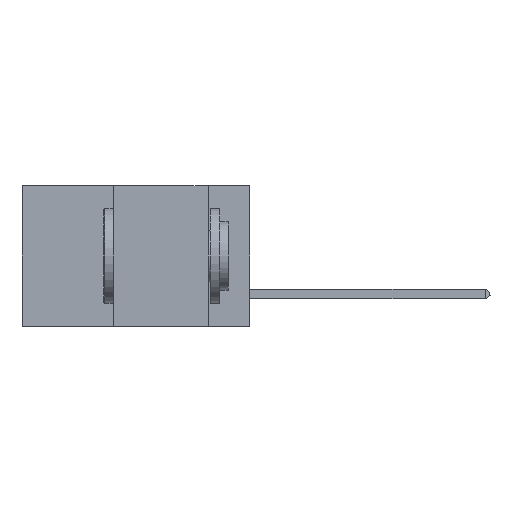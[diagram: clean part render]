
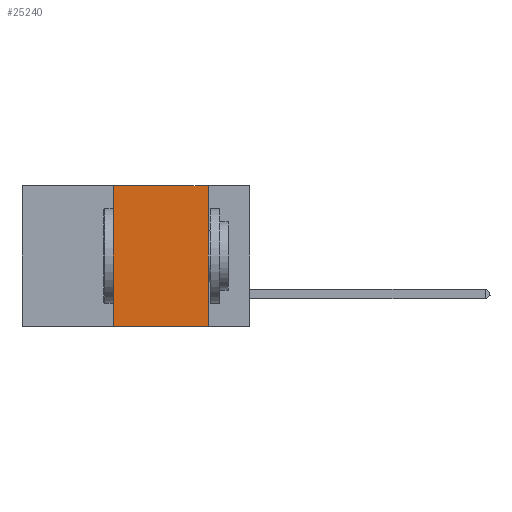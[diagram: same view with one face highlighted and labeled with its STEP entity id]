
A CAD part, left-side view. The second image highlights one B-rep face of the part: STEP entity #25240.
In plain terms, the highlighted planar face has unit normal (-1, 0, 0).
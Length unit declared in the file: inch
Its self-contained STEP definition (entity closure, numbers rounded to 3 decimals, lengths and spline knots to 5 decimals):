
#3108 = VECTOR ( 'NONE', #36344, 39.37008 ) ;
#5847 = VECTOR ( 'NONE', #28036, 39.37008 ) ;
#8270 = VERTEX_POINT ( 'NONE', #15692 ) ;
#8894 = VERTEX_POINT ( 'NONE', #17457 ) ;
#10155 = CARTESIAN_POINT ( 'NONE',  ( 0., 0.11, -0.37 ) ) ;
#10946 = VECTOR ( 'NONE', #33918, 39.37008 ) ;
#11305 = CARTESIAN_POINT ( 'NONE',  ( 0., 0.36, 0. ) ) ;
#12509 = ORIENTED_EDGE ( 'NONE', *, *, #16106, .T. ) ;
#13123 = ORIENTED_EDGE ( 'NONE', *, *, #36754, .F. ) ;
#14686 = CARTESIAN_POINT ( 'NONE',  ( 0., 0.6, 0. ) ) ;
#15062 = LINE ( 'NONE', #21383, #5847 ) ;
#15131 = PLANE ( 'NONE',  #24761 ) ;
#15692 = CARTESIAN_POINT ( 'NONE',  ( 0., 0.11, 0. ) ) ;
#16106 = EDGE_CURVE ( 'NONE', #8894, #38679, #18246, .T. ) ;
#17457 = CARTESIAN_POINT ( 'NONE',  ( 0., 0.36, -0.37 ) ) ;
#18246 = LINE ( 'NONE', #36204, #3108 ) ;
#19212 = VERTEX_POINT ( 'NONE', #37414 ) ;
#21383 = CARTESIAN_POINT ( 'NONE',  ( 0., 0.11, 0. ) ) ;
#22036 = DIRECTION ( 'NONE',  ( 1., 0., 0. ) ) ;
#22838 = LINE ( 'NONE', #40394, #10946 ) ;
#24431 = DIRECTION ( 'NONE',  ( 0., 0., 1. ) ) ;
#24761 = AXIS2_PLACEMENT_3D ( 'NONE', #14686, #22036, #28695 ) ;
#25240 = ADVANCED_FACE ( 'NONE', ( #35837 ), #15131, .F. ) ;
#28036 = DIRECTION ( 'NONE',  ( 0., 0., -1. ) ) ;
#28695 = DIRECTION ( 'NONE',  ( 0., 0., -1. ) ) ;
#29451 = EDGE_CURVE ( 'NONE', #8894, #19212, #31551, .T. ) ;
#31239 = EDGE_LOOP ( 'NONE', ( #34796, #13123, #44238, #12509 ) ) ;
#31551 = LINE ( 'NONE', #11305, #40722 ) ;
#33918 = DIRECTION ( 'NONE',  ( 0., -1., 0. ) ) ;
#34796 = ORIENTED_EDGE ( 'NONE', *, *, #39978, .F. ) ;
#35837 = FACE_OUTER_BOUND ( 'NONE', #31239, .T. ) ;
#36204 = CARTESIAN_POINT ( 'NONE',  ( 0., 0.6, -0.37 ) ) ;
#36344 = DIRECTION ( 'NONE',  ( 0., -1., 0. ) ) ;
#36754 = EDGE_CURVE ( 'NONE', #19212, #8270, #22838, .T. ) ;
#37414 = CARTESIAN_POINT ( 'NONE',  ( 0., 0.36, 0. ) ) ;
#38679 = VERTEX_POINT ( 'NONE', #10155 ) ;
#39978 = EDGE_CURVE ( 'NONE', #8270, #38679, #15062, .T. ) ;
#40394 = CARTESIAN_POINT ( 'NONE',  ( 0., 0.6, 0. ) ) ;
#40722 = VECTOR ( 'NONE', #24431, 39.37008 ) ;
#44238 = ORIENTED_EDGE ( 'NONE', *, *, #29451, .F. ) ;
